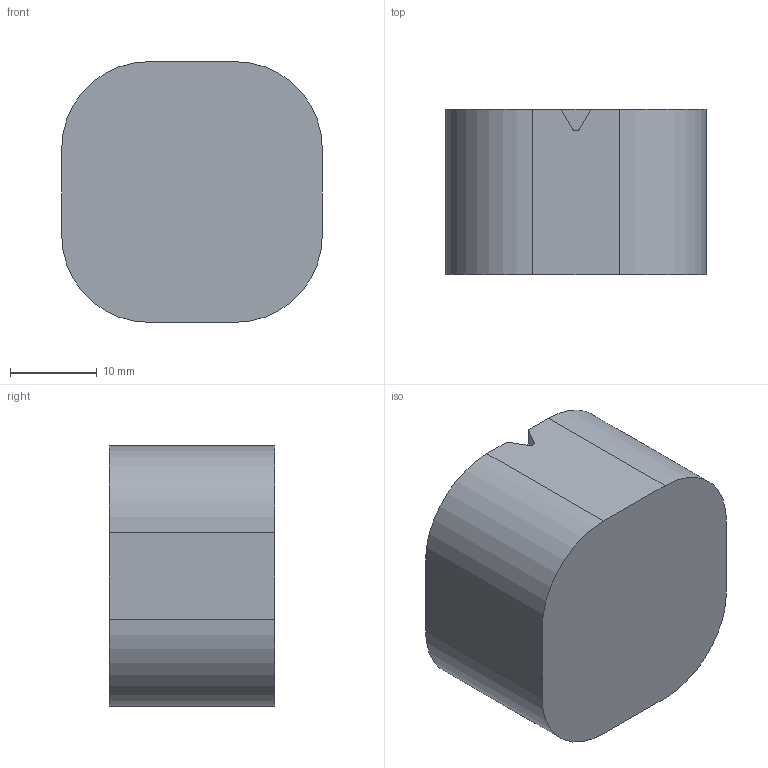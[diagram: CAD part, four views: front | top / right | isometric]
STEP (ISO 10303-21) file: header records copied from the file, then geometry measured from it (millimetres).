
FILE_DESCRIPTION (( 'STEP AP203' ), '1' );
FILE_NAME ('UmberellaMoldParA_V1_0_0_SAK.STEP', '2020-03-27T21:30:18', ( '' ), ( '' ), 'SwSTEP 2.0', 'SolidWorks 2019', '' );
FILE_SCHEMA (( 'CONFIG_CONTROL_DESIGN' ));
Length unit declared in the file: millimetre
Products named in the file (2): UmberellaMoldParA_V1_0_0_SAK
Bounding box: 30 x 19 x 30 mm (x, y, z)
Volume: 15191.3 mm3; surface area: 3927 mm2
Topology: 1 solids, 1 shells, 37 faces, 86 edges, 56 vertices
Faces by surface type: plane 17, cylinder 14, torus 4, cone 2
Entity records: 1223 total; most frequent: DIRECTION 204, CARTESIAN_POINT 181, ORIENTED_EDGE 172, EDGE_CURVE 86, AXIS2_PLACEMENT_3D 79, VERTEX_POINT 56, VECTOR 46, LINE 46
